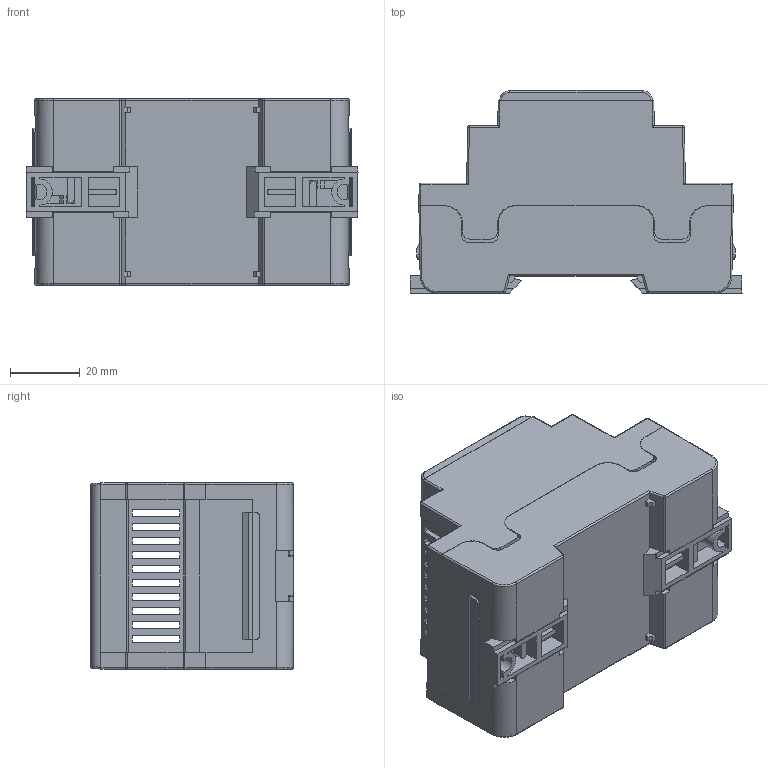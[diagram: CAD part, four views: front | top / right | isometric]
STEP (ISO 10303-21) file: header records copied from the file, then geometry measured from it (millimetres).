
FILE_DESCRIPTION (( 'STEP AP203' ), '1' );
FILE_NAME ('449-330-50.STEP', '2021-08-24T12:39:38', ( '' ), ( '' ), 'SwSTEP 2.0', 'SolidWorks 2018', '' );
FILE_SCHEMA (( 'CONFIG_CONTROL_DESIGN' ));
Length unit declared in the file: centimetre
Products named in the file (5): 449-330-50; 044933051; 044900300; 044933011; 044900400_044900400
Assembly tree (6 placements, depth 2):
  449-330-50
    044933051
    044933011
    044900300  x2
    044900400_044900400  x2
Bounding box: 95 x 58 x 53.5 mm (x, y, z)
Volume: 43047.9 mm3; surface area: 62088.7 mm2
Topology: 6 solids, 6 shells, 1059 faces, 2916 edges, 1892 vertices
Faces by surface type: plane 899, cylinder 136, sphere 12, bspline 4, cone 4, torus 4
Entity records: 27006 total; most frequent: CARTESIAN_POINT 4930, ORIENTED_EDGE 4622, DIRECTION 4171, EDGE_CURVE 2311, VECTOR 2037, LINE 2037, VERTEX_POINT 1506, AXIS2_PLACEMENT_3D 1067
